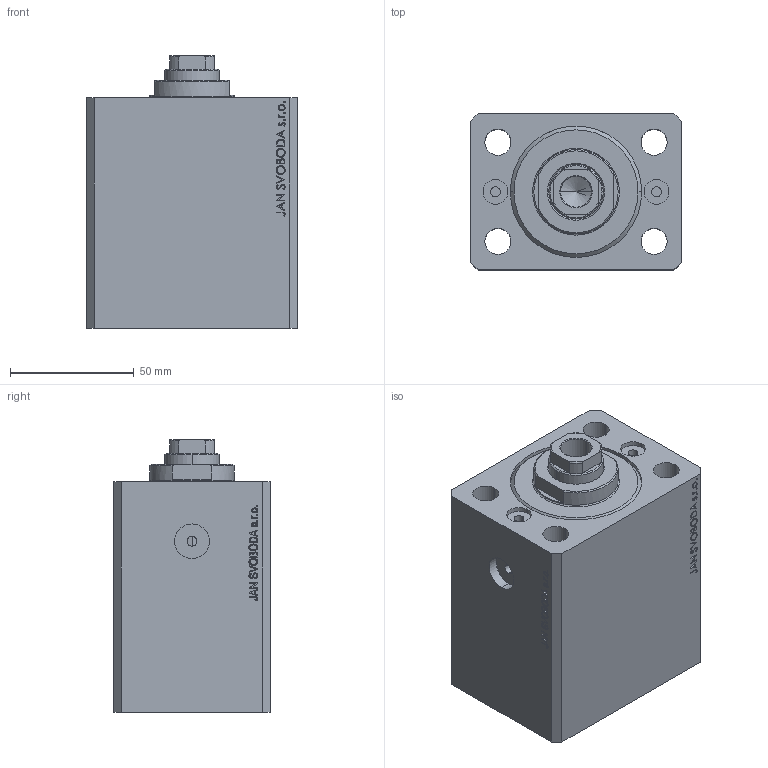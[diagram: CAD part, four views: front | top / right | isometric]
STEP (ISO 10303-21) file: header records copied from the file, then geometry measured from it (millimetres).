
FILE_DESCRIPTION (( 'STEP AP203' ), '1' );
FILE_NAME ('2d81.STEP', '2024-09-10T12:23:47', ( '' ), ( '' ), 'SwSTEP 2.0', 'SolidWorks 2019', '' );
FILE_SCHEMA (( 'CONFIG_CONTROL_DESIGN' ));
Length unit declared in the file: millimetre
Products named in the file (4): V250CE_C_Body cb31a3b07c36762a36c8740c24f7abb4; V250CE_C_VCP cb31a3b07c36762a36c8740c24f7abb4; V250CE_VC_C cb31a3b07c36762a36c8740c24f7abb4; 2d81
Assembly tree (3 placements, depth 2):
  2d81
    V250CE_C_Body cb31a3b07c36762a36c8740c24f7abb4
    V250CE_C_VCP cb31a3b07c36762a36c8740c24f7abb4
    V250CE_VC_C cb31a3b07c36762a36c8740c24f7abb4
Bounding box: 85 x 63 x 110 mm (x, y, z)
Volume: 450054.3 mm3; surface area: 83653.4 mm2
Topology: 3 solids, 3 shells, 864 faces, 2240 edges, 1485 vertices
Faces by surface type: plane 428, bspline 374, cylinder 44, cone 12, torus 6
Entity records: 44496 total; most frequent: CARTESIAN_POINT 25417, ORIENTED_EDGE 4476, DIRECTION 2574, EDGE_CURVE 2238, VERTEX_POINT 1485, LINE 1362, VECTOR 1362, EDGE_LOOP 983
